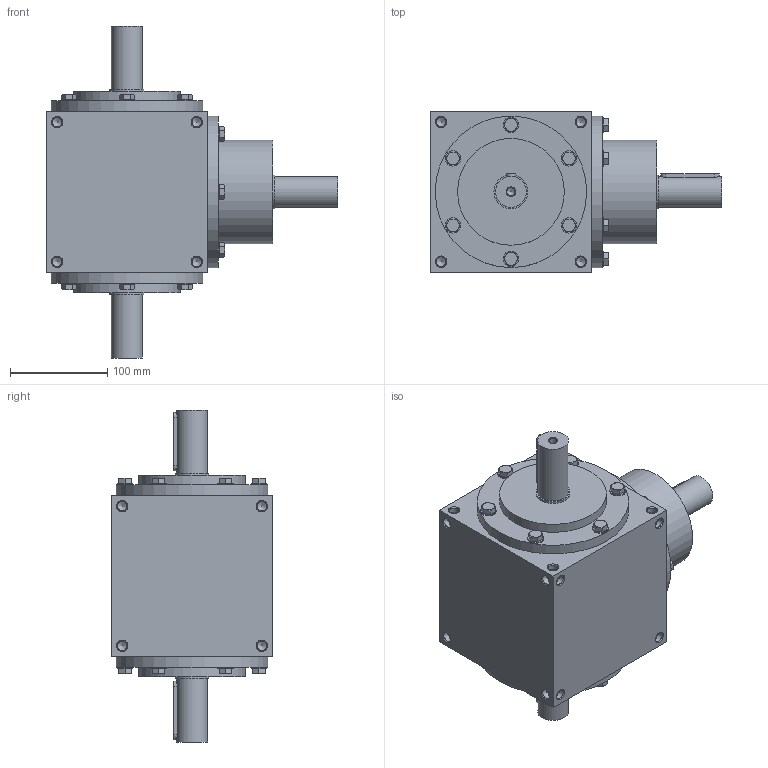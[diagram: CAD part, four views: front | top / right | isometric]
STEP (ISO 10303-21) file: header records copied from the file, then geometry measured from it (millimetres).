
FILE_DESCRIPTION(/* description */ ('STEP AP203'),/* implementation_level */ '2;1');
FILE_NAME(/* name */ 'RM166_RM-S1_R.1_1.5',/* time_stamp */ '2022-12-06T14:06:20+01:00',/* author */ ('License CC BY-ND 4.0'),/* organization */ ('CADENAS'),/* preprocessor_version */ 'ST-DEVELOPER v18.102',/* originating_system */ 'PARTsolutions',/* authorisation */ ' ');
FILE_SCHEMA (('CONFIG_CONTROL_DESIGN'));
Length unit declared in the file: millimetre
Products named in the file (5): RM166_RM-S1_R.1/1.5; RM166-proshaft; RC_RR166-screw; RC166-shaft; RM1661-case
Assembly tree (22 placements, depth 2):
  RM166_RM-S1_R.1/1.5
    RM166-proshaft  x2
    RC_RR166-screw  x18
    RC166-shaft
    RM1661-case
Bounding box: 300 x 166 x 342 mm (x, y, z)
Volume: 6022914.5 mm3; surface area: 327329.9 mm2
Topology: 22 solids, 22 shells, 444 faces, 1049 edges, 648 vertices
Faces by surface type: plane 193, cone 162, cylinder 89
Full cylindrical faces by diameter (mm): 8.376 x3, 10.106 x48, 16 x18, 32 x3, 35 x5, 107 x1, 110 x2, 156 x3
Entity records: 4454 total; most frequent: DIRECTION 824, CARTESIAN_POINT 752, ORIENTED_EDGE 532, AXIS2_PLACEMENT_3D 392, FACE_BOUND 314, EDGE_LOOP 288, EDGE_CURVE 266, VERTEX_POINT 236
